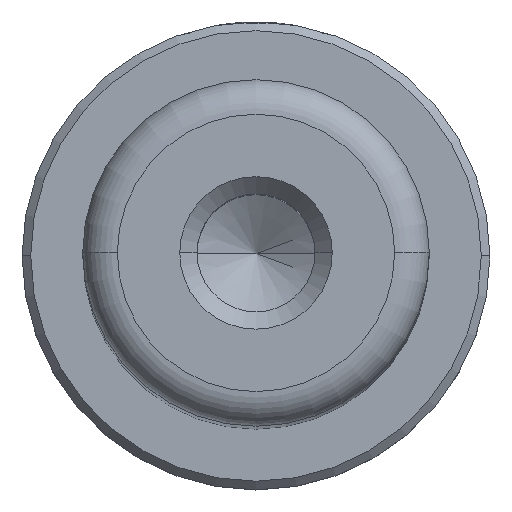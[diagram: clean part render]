
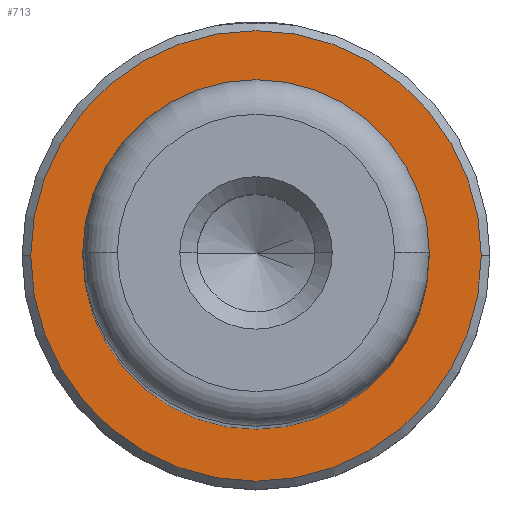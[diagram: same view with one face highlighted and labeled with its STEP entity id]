
A CAD part, top view. The second image highlights one B-rep face of the part: STEP entity #713.
In plain terms, the highlighted planar face has unit normal (0, 0, 1).
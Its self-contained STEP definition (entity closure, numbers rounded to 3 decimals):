
#188 = CARTESIAN_POINT ( 'NONE',  ( 0., 0., 18. ) ) ;
#260 = ORIENTED_EDGE ( 'NONE', *, *, #1941, .T. ) ;
#272 = AXIS2_PLACEMENT_3D ( 'NONE', #188, #1346, #373 ) ;
#373 = DIRECTION ( 'NONE',  ( 1., 0., 0. ) ) ;
#457 = EDGE_CURVE ( 'NONE', #1385, #1013, #1538, .T. ) ;
#464 = ORIENTED_EDGE ( 'NONE', *, *, #492, .T. ) ;
#478 = AXIS2_PLACEMENT_3D ( 'NONE', #821, #1899, #965 ) ;
#492 = EDGE_CURVE ( 'NONE', #1013, #1385, #2006, .T. ) ;
#494 = VERTEX_POINT ( 'NONE', #1764 ) ;
#579 = AXIS2_PLACEMENT_3D ( 'NONE', #1317, #1443, #1471 ) ;
#605 = DIRECTION ( 'NONE',  ( 0., 0., -1. ) ) ;
#697 = FACE_OUTER_BOUND ( 'NONE', #1495, .T. ) ;
#713 = ADVANCED_FACE ( 'NONE', ( #697, #768 ), #1293, .T. ) ;
#768 = FACE_BOUND ( 'NONE', #1486, .T. ) ;
#821 = CARTESIAN_POINT ( 'NONE',  ( 0., 0., 18. ) ) ;
#965 = DIRECTION ( 'NONE',  ( 1., 0., 0. ) ) ;
#993 = CARTESIAN_POINT ( 'NONE',  ( 13., 0., 18. ) ) ;
#1013 = VERTEX_POINT ( 'NONE', #1917 ) ;
#1067 = DIRECTION ( 'NONE',  ( -1., 0., 0. ) ) ;
#1091 = CIRCLE ( 'NONE', #272, 13. ) ;
#1278 = ORIENTED_EDGE ( 'NONE', *, *, #1718, .T. ) ;
#1290 = DIRECTION ( 'NONE',  ( -1., 0., 0. ) ) ;
#1293 = PLANE ( 'NONE',  #579 ) ;
#1317 = CARTESIAN_POINT ( 'NONE',  ( 0., 0., 18. ) ) ;
#1346 = DIRECTION ( 'NONE',  ( 0., 0., 1. ) ) ;
#1385 = VERTEX_POINT ( 'NONE', #1575 ) ;
#1443 = DIRECTION ( 'NONE',  ( 0., 0., 1. ) ) ;
#1471 = DIRECTION ( 'NONE',  ( 1., 0., 0. ) ) ;
#1486 = EDGE_LOOP ( 'NONE', ( #1901, #464 ) ) ;
#1495 = EDGE_LOOP ( 'NONE', ( #1278, #260 ) ) ;
#1538 = CIRCLE ( 'NONE', #1804, 9.5 ) ;
#1572 = VERTEX_POINT ( 'NONE', #993 ) ;
#1575 = CARTESIAN_POINT ( 'NONE',  ( -9.5, 0., 18. ) ) ;
#1576 = CARTESIAN_POINT ( 'NONE',  ( 0., 0., 18. ) ) ;
#1718 = EDGE_CURVE ( 'NONE', #494, #1572, #1091, .T. ) ;
#1764 = CARTESIAN_POINT ( 'NONE',  ( -13., 0., 18. ) ) ;
#1803 = DIRECTION ( 'NONE',  ( 0., 0., -1. ) ) ;
#1804 = AXIS2_PLACEMENT_3D ( 'NONE', #1806, #1803, #1067 ) ;
#1806 = CARTESIAN_POINT ( 'NONE',  ( 0., 0., 18. ) ) ;
#1899 = DIRECTION ( 'NONE',  ( 0., 0., 1. ) ) ;
#1901 = ORIENTED_EDGE ( 'NONE', *, *, #457, .T. ) ;
#1917 = CARTESIAN_POINT ( 'NONE',  ( 9.5, 0., 18. ) ) ;
#1941 = EDGE_CURVE ( 'NONE', #1572, #494, #2035, .T. ) ;
#1992 = AXIS2_PLACEMENT_3D ( 'NONE', #1576, #605, #1290 ) ;
#2006 = CIRCLE ( 'NONE', #1992, 9.5 ) ;
#2035 = CIRCLE ( 'NONE', #478, 13. ) ;
